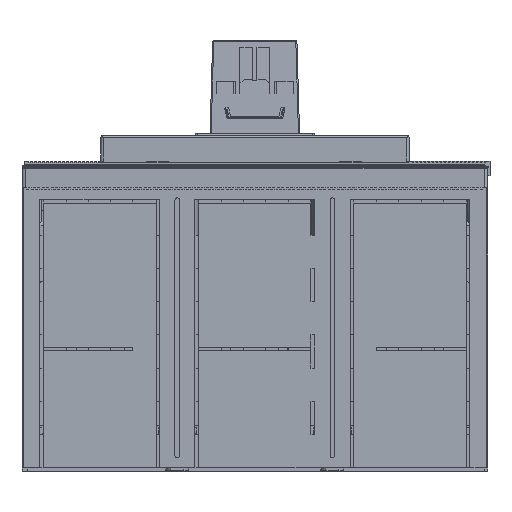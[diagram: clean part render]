
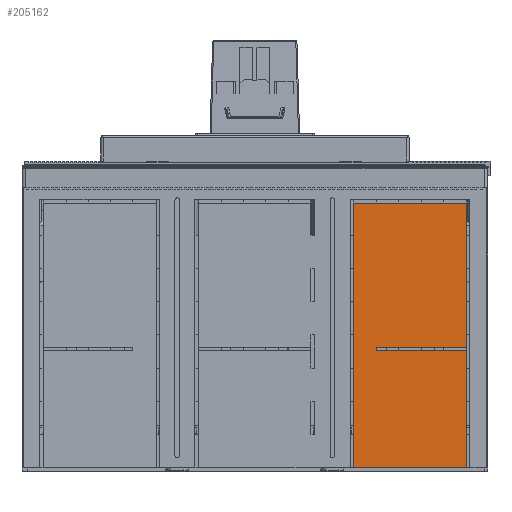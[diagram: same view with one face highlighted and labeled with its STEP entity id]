
A CAD part, front view. The second image highlights one B-rep face of the part: STEP entity #205162.
In plain terms, the highlighted planar face has unit normal (0, -1, 0).
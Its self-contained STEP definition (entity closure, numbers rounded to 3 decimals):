
#2150 = EDGE_CURVE ( 'NONE', #107485, #180619, #111394, .T. ) ;
#3228 = ORIENTED_EDGE ( 'NONE', *, *, #98314, .T. ) ;
#4198 = ORIENTED_EDGE ( 'NONE', *, *, #212510, .F. ) ;
#13513 = DIRECTION ( 'NONE',  ( 0., 0., 1. ) ) ;
#16377 = VERTEX_POINT ( 'NONE', #49545 ) ;
#16567 = DIRECTION ( 'NONE',  ( 0., 1., 0. ) ) ;
#19103 = ORIENTED_EDGE ( 'NONE', *, *, #2150, .T. ) ;
#23243 = DIRECTION ( 'NONE',  ( 1., 0., 0. ) ) ;
#26456 = CARTESIAN_POINT ( 'NONE',  ( 95.5, -129.95, 4.9 ) ) ;
#27106 = LINE ( 'NONE', #254932, #139453 ) ;
#28620 = VERTEX_POINT ( 'NONE', #159228 ) ;
#34787 = DIRECTION ( 'NONE',  ( 1., 0., 0. ) ) ;
#49545 = CARTESIAN_POINT ( 'NONE',  ( 44.5, -129.95, 69.9 ) ) ;
#49700 = DIRECTION ( 'NONE',  ( 0., 0., -1. ) ) ;
#51602 = LINE ( 'NONE', #224183, #163898 ) ;
#55154 = CARTESIAN_POINT ( 'NONE',  ( 95.5, -129.95, 169.441 ) ) ;
#57728 = CARTESIAN_POINT ( 'NONE',  ( -104.5, -129.95, -49.6 ) ) ;
#59885 = EDGE_CURVE ( 'NONE', #16377, #107485, #51602, .T. ) ;
#65643 = FACE_OUTER_BOUND ( 'NONE', #78638, .T. ) ;
#67975 = LINE ( 'NONE', #103951, #180314 ) ;
#74590 = CARTESIAN_POINT ( 'NONE',  ( 95.5, -129.95, 3.4 ) ) ;
#78638 = EDGE_LOOP ( 'NONE', ( #190101, #198071, #19103, #203615, #4198, #121411, #211499, #3228 ) ) ;
#78916 = DIRECTION ( 'NONE',  ( 1., 0., 0. ) ) ;
#80464 = VECTOR ( 'NONE', #13513, 1000. ) ;
#83913 = AXIS2_PLACEMENT_3D ( 'NONE', #143028, #16567, #164328 ) ;
#97758 = DIRECTION ( 'NONE',  ( 0., 0., -1. ) ) ;
#98314 = EDGE_CURVE ( 'NONE', #271700, #264161, #67975, .T. ) ;
#101447 = VERTEX_POINT ( 'NONE', #207842 ) ;
#103951 = CARTESIAN_POINT ( 'NONE',  ( 95.5, -129.95, 169.441 ) ) ;
#107485 = VERTEX_POINT ( 'NONE', #169515 ) ;
#111394 = LINE ( 'NONE', #57728, #273207 ) ;
#118649 = LINE ( 'NONE', #203762, #217658 ) ;
#121411 = ORIENTED_EDGE ( 'NONE', *, *, #237351, .F. ) ;
#131119 = EDGE_CURVE ( 'NONE', #271700, #28620, #27106, .T. ) ;
#136544 = LINE ( 'NONE', #55154, #80464 ) ;
#139453 = VECTOR ( 'NONE', #212445, 1000. ) ;
#140289 = LINE ( 'NONE', #200085, #245987 ) ;
#143028 = CARTESIAN_POINT ( 'NONE',  ( -104.5, -129.95, 169.441 ) ) ;
#158792 = PLANE ( 'NONE',  #83913 ) ;
#159228 = CARTESIAN_POINT ( 'NONE',  ( 55., -129.95, 4.9 ) ) ;
#163898 = VECTOR ( 'NONE', #97758, 1000. ) ;
#164328 = DIRECTION ( 'NONE',  ( -1., 0., 0. ) ) ;
#169515 = CARTESIAN_POINT ( 'NONE',  ( 44.5, -129.95, -49.6 ) ) ;
#180314 = VECTOR ( 'NONE', #251578, 1000. ) ;
#180619 = VERTEX_POINT ( 'NONE', #244421 ) ;
#187824 = VERTEX_POINT ( 'NONE', #74590 ) ;
#190101 = ORIENTED_EDGE ( 'NONE', *, *, #269580, .F. ) ;
#198071 = ORIENTED_EDGE ( 'NONE', *, *, #59885, .T. ) ;
#200085 = CARTESIAN_POINT ( 'NONE',  ( 55., -129.95, 169.441 ) ) ;
#203099 = CARTESIAN_POINT ( 'NONE',  ( 95.5, -129.95, 69.9 ) ) ;
#203615 = ORIENTED_EDGE ( 'NONE', *, *, #207262, .T. ) ;
#203762 = CARTESIAN_POINT ( 'NONE',  ( -104.5, -129.95, 69.9 ) ) ;
#205162 = ADVANCED_FACE ( 'NONE', ( #65643 ), #158792, .F. ) ;
#207262 = EDGE_CURVE ( 'NONE', #180619, #187824, #136544, .T. ) ;
#207842 = CARTESIAN_POINT ( 'NONE',  ( 55., -129.95, 3.4 ) ) ;
#208124 = LINE ( 'NONE', #254947, #257684 ) ;
#211499 = ORIENTED_EDGE ( 'NONE', *, *, #131119, .F. ) ;
#212445 = DIRECTION ( 'NONE',  ( -1., 0., 0. ) ) ;
#212510 = EDGE_CURVE ( 'NONE', #101447, #187824, #208124, .T. ) ;
#217658 = VECTOR ( 'NONE', #34787, 1000. ) ;
#224183 = CARTESIAN_POINT ( 'NONE',  ( 44.5, -129.95, 169.441 ) ) ;
#237351 = EDGE_CURVE ( 'NONE', #28620, #101447, #140289, .T. ) ;
#244421 = CARTESIAN_POINT ( 'NONE',  ( 95.5, -129.95, -49.6 ) ) ;
#245987 = VECTOR ( 'NONE', #49700, 1000. ) ;
#251578 = DIRECTION ( 'NONE',  ( 0., 0., 1. ) ) ;
#254932 = CARTESIAN_POINT ( 'NONE',  ( -104.5, -129.95, 4.9 ) ) ;
#254947 = CARTESIAN_POINT ( 'NONE',  ( -104.5, -129.95, 3.4 ) ) ;
#257684 = VECTOR ( 'NONE', #23243, 1000. ) ;
#264161 = VERTEX_POINT ( 'NONE', #203099 ) ;
#269580 = EDGE_CURVE ( 'NONE', #16377, #264161, #118649, .T. ) ;
#271700 = VERTEX_POINT ( 'NONE', #26456 ) ;
#273207 = VECTOR ( 'NONE', #78916, 1000. ) ;
